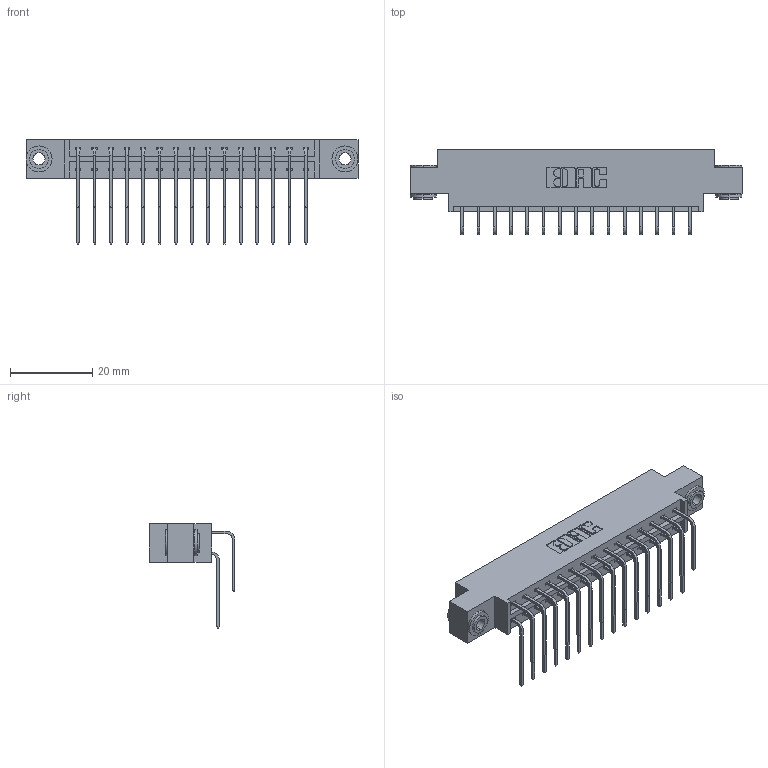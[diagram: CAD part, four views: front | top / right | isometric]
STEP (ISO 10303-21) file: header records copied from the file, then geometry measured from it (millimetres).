
FILE_DESCRIPTION (( 'STEP AP203' ), '1' );
FILE_NAME ('333-030-559-803.STEP', '2018-08-02T19:01:31', ( '' ), ( '' ), 'SwSTEP 2.0', 'SolidWorks 2016', '' );
FILE_SCHEMA (( 'CONFIG_CONTROL_DESIGN' ));
Length unit declared in the file: inch
Products named in the file (5): 333 Part_Offset - .156 Dia - TH; 345-292-001_558 559 Tail - 1; 345-292-001_559 Tail - 2; 345-250-002_345-250-002-102; 333-030-559-803
Assembly tree (33 placements, depth 2):
  333-030-559-803
    333 Part_Offset - .156 Dia - TH
    345-292-001_558 559 Tail - 1  x15
    345-292-001_559 Tail - 2  x15
    345-250-002_345-250-002-102  x2
Bounding box: 80.98 x 20.9 x 25.53 mm (x, y, z)
Volume: 7979.3 mm3; surface area: 10447.1 mm2
Topology: 33 solids, 33 shells, 1776 faces, 5229 edges, 3442 vertices
Faces by surface type: plane 1224, cylinder 544, cone 8
Entity records: 15708 total; most frequent: CARTESIAN_POINT 2664, ORIENTED_EDGE 2542, DIRECTION 2337, EDGE_CURVE 1271, LINE 1079, VECTOR 1079, VERTEX_POINT 842, AXIS2_PLACEMENT_3D 629
